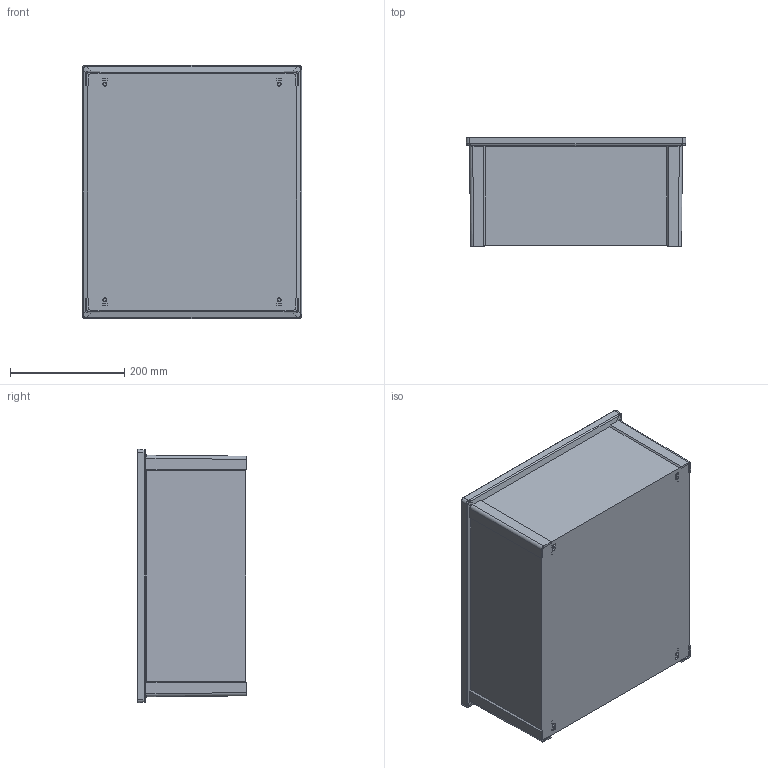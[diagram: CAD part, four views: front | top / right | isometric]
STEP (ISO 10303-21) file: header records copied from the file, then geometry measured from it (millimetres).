
FILE_DESCRIPTION (( 'STEP AP214' ), '1' );
FILE_NAME ('16x14_screw_base.STEP', '2016-10-14T09:44:28', ( '' ), ( '' ), 'SwSTEP 2.0', 'SolidWorks 2015', '' );
FILE_SCHEMA (( 'AUTOMOTIVE_DESIGN' ));
Length unit declared in the file: millimetre
Products named in the file (1): 16x14_screw_base
Bounding box: 384 x 191.4 x 442.89 mm (x, y, z)
Volume: 1771083.1 mm3; surface area: 943625.9 mm2
Topology: 6 solids, 6 shells, 422 faces, 1132 edges, 748 vertices
Faces by surface type: plane 240, cone 122, cylinder 44, bspline 16
Entity records: 14003 total; most frequent: CARTESIAN_POINT 3507, ORIENTED_EDGE 2264, DIRECTION 2034, EDGE_CURVE 1132, VERTEX_POINT 748, AXIS2_PLACEMENT_3D 691, VECTOR 652, LINE 652
